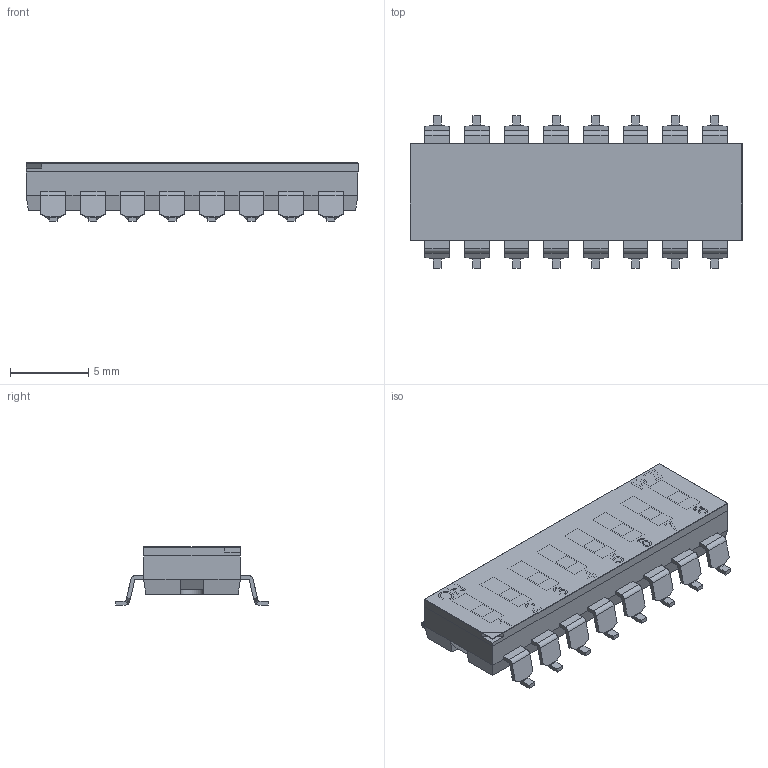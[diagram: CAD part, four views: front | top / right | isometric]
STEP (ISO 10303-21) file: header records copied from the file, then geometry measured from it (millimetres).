
FILE_DESCRIPTION( ( 'Unknown' ), '1' );
FILE_NAME( '418121160808A.stp', 'Unknown', ( 'Unknown' ), ( 'Unknown' ), 'PSStep 17.0.49', 'Unknown', ' ' );
FILE_SCHEMA( ( 'AUTOMOTIVE_DESIGN { 1 0 10303 214 1 1 1 1 }' ) );
Length unit declared in the file: millimetre
Products named in the file (8): Assem1; Actuator; Contact; Base 08; Cover 08; Tape 08; Terminal_front; Terminal_back
Assembly tree (35 placements, depth 2):
  Assem1
    Actuator  x8
    Contact  x8
    Base 08
    Cover 08
    Tape 08
    Terminal_front  x8
    Terminal_back  x8
Bounding box: 21.26 x 9.79 x 3.74 mm (x, y, z)
Volume: 360.1 mm3; surface area: 1739.9 mm2
Topology: 35 solids, 35 shells, 1378 faces, 3794 edges, 2482 vertices
Faces by surface type: plane 1115, cylinder 210, bspline 32, extrusion 21
Full cylindrical faces by diameter (mm): 0.45 x16, 0.5 x32, 1.9 x1
Entity records: 22013 total; most frequent: CARTESIAN_POINT 4397, ORIENTED_EDGE 2864, DIRECTION 2429, EDGE_CURVE 1432, VECTOR 1143, LINE 1122, VERTEX_POINT 930, AXIS2_PLACEMENT_3D 643
